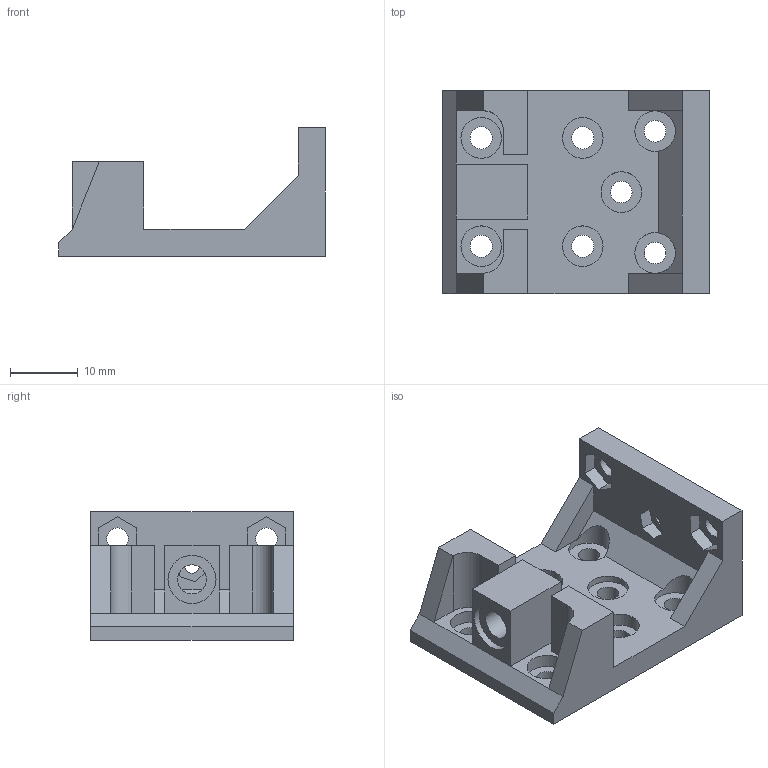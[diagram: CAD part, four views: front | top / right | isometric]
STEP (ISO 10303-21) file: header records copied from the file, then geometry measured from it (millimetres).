
FILE_DESCRIPTION(/* description */ ('STEP AP242','CAx-IF Rec.Pracs.---Representation and Presentation of Product Manufacturing Information (PMI)---4.0---2014-10-13','CAx-IF Rec.Pracs.---3D Tessellated Geometry---0.4---2014-09-14','2;1'),/* implementation_level */ '2;1');
FILE_NAME(/* name */ '6514969cd220b77060f5f034',/* time_stamp */ '2023-09-27T20:54:53Z',/* author */ (''),/* organization */ (''),/* preprocessor_version */ 'ST-DEVELOPER v19.4',/* originating_system */ ' ',/* authorisation */ ' ');
FILE_SCHEMA (('AP242_MANAGED_MODEL_BASED_3D_ENGINEERING_MIM_LF { 1 0 10303 442 1 1 4 }'));
Length unit declared in the file: metre
Products named in the file (1): Part 1
Bounding box: 39.4 x 30 x 19 mm (x, y, z)
Volume: 7844 mm3; surface area: 5515.3 mm2
Topology: 1 solids, 1 shells, 83 faces, 211 edges, 139 vertices
Faces by surface type: plane 62, cylinder 21
Full cylindrical faces by diameter (mm): 2.2 x1, 3.2 x5, 3.3 x4, 4.3 x1, 6 x7, 7.1 x1
Entity records: 2417 total; most frequent: CARTESIAN_POINT 405, DIRECTION 401, ORIENTED_EDGE 374, EDGE_CURVE 187, LINE 141, VECTOR 141, VERTEX_POINT 134, EDGE_LOOP 133
